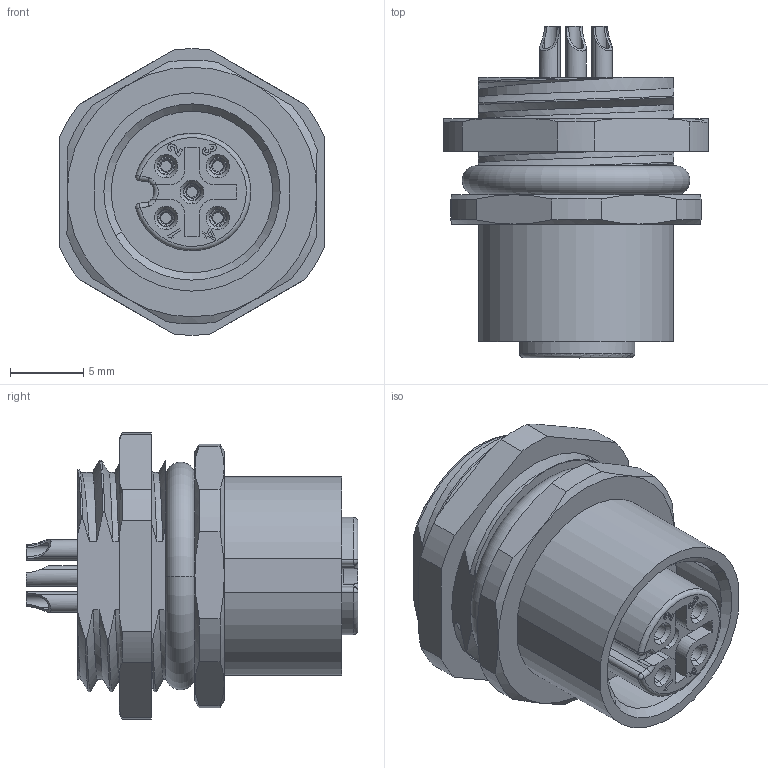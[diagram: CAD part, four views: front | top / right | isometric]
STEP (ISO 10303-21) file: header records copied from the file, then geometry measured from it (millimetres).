
FILE_DESCRIPTION((''),'2;1');
FILE_NAME('M12-F05A-SC_STP_SW0002','2024-02-29T',('13001'),(''),'PRO/ENGINEER BY PARAMETRIC TECHNOLOGY CORPORATION, 2012480','PRO/ENGINEER BY PARAMETRIC TECHNOLOGY CORPORATION, 2012480','');
FILE_SCHEMA(('CONFIG_CONTROL_DESIGN'));
Length unit declared in the file: inch
Products named in the file (1): M12-F05A-SC_STP_SW0002
Bounding box: 18 x 22.6 x 19.5 mm (x, y, z)
Volume: 2908.9 mm3; surface area: 2589.3 mm2
Topology: 2 solids, 2 shells, 369 faces, 1034 edges, 702 vertices
Faces by surface type: plane 132, cylinder 121, cone 65, bspline 26, torus 22, sphere 2, extrusion 1
Entity records: 14955 total; most frequent: CARTESIAN_POINT 5731, ORIENTED_EDGE 2064, DIRECTION 1732, EDGE_CURVE 1032, VERTEX_POINT 702, AXIS2_PLACEMENT_3D 671, EDGE_LOOP 406, VECTOR 390
